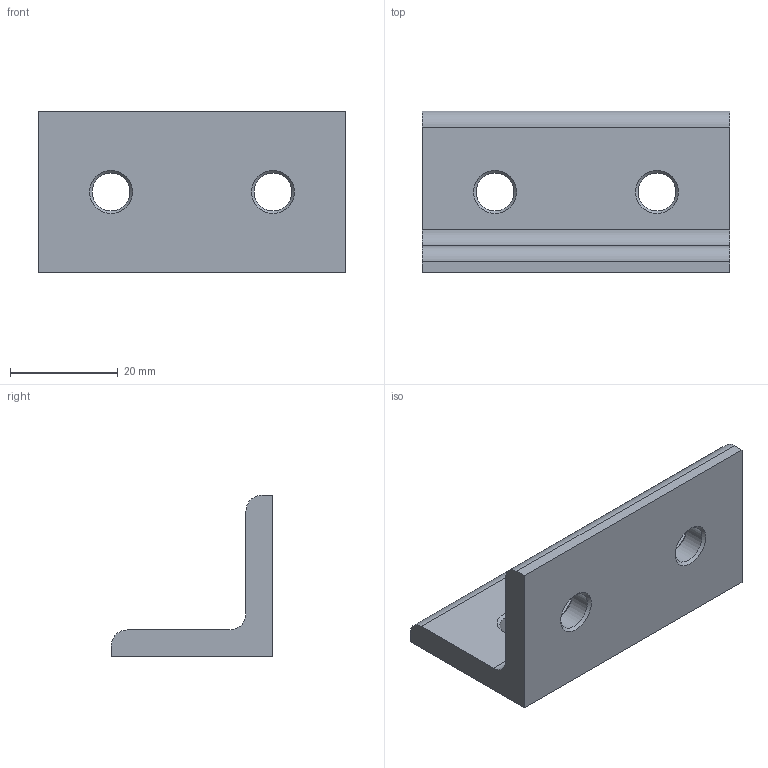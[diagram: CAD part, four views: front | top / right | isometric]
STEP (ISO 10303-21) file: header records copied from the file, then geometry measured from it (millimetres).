
FILE_DESCRIPTION(/* description */ ('KriTec Winkel 6 Al 30x30x57x5 Softline'),/* implementation_level */ '2;1');
FILE_NAME(/* name */ '14042_KriTec_Winkel_6_Al_30x30x57x5_Softline.stp',/* time_stamp */ '2019-01-30T14:27:48+01:00',/* author */ ('jendrek'),/* organization */ (''),/* preprocessor_version */ 'ST-DEVELOPER v17',/* originating_system */ 'Autodesk Inventor 2018',/* authorisation */ '');
FILE_SCHEMA (('AUTOMOTIVE_DESIGN { 1 0 10303 214 3 1 1 }'));
Length unit declared in the file: millimetre
Products named in the file (1): 14042
Bounding box: 57 x 30 x 30 mm (x, y, z)
Volume: 14772.2 mm3; surface area: 7249 mm2
Topology: 1 solids, 1 shells, 23 faces, 71 edges, 50 vertices
Faces by surface type: cone 8, plane 8, cylinder 7
Full cylindrical faces by diameter (mm): 7 x4
Entity records: 905 total; most frequent: DIRECTION 157, CARTESIAN_POINT 145, ORIENTED_EDGE 142, EDGE_CURVE 71, AXIS2_PLACEMENT_3D 62, VERTEX_POINT 50, CIRCLE 38, LINE 33
